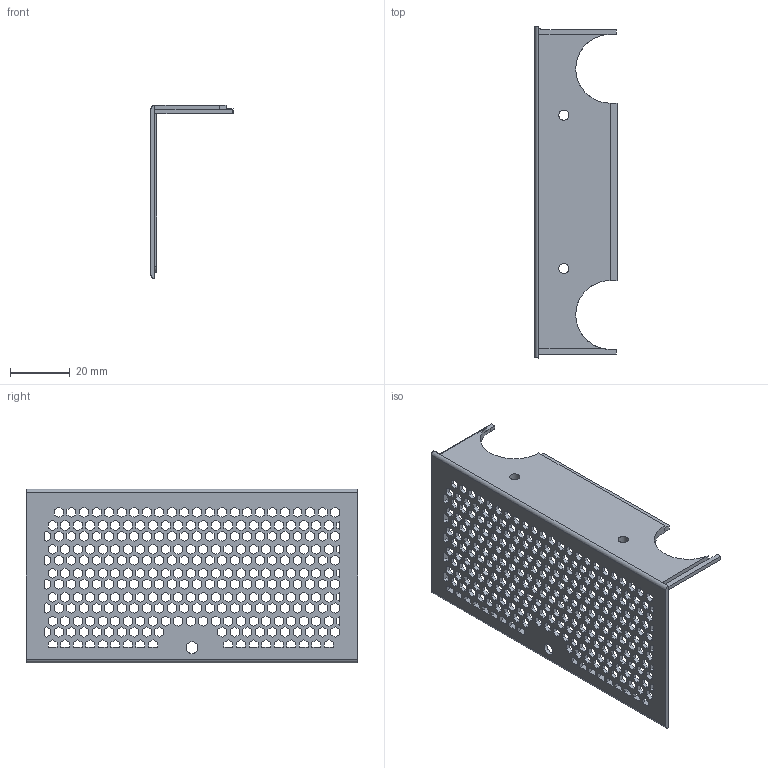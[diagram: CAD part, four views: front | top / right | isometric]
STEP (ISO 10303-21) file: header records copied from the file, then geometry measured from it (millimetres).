
FILE_DESCRIPTION(/* description */ (''),/* implementation_level */ '2;1');
FILE_NAME(/* name */ 'pMount-6-cover.stp',/* time_stamp */ '2021-01-17T18:38:00+01:00',/* author */ ('niels'),/* organization */ (''),/* preprocessor_version */ 'ST-DEVELOPER v18.1',/* originating_system */ 'Autodesk Inventor 2020',/* authorisation */ '');
FILE_SCHEMA (('AUTOMOTIVE_DESIGN { 1 0 10303 214 3 1 1 }'));
Length unit declared in the file: millimetre
Products named in the file (1): pMount-6-cover
Bounding box: 27.45 x 110.9 x 58 mm (x, y, z)
Volume: 12348.1 mm3; surface area: 17848.9 mm2
Topology: 1 solids, 1 shells, 1671 faces, 5086 edges, 3390 vertices
Faces by surface type: plane 1651, cylinder 18, bspline 2
Full cylindrical faces by diameter (mm): 3.4 x2, 4 x1
Entity records: 56998 total; most frequent: CARTESIAN_POINT 10254, ORIENTED_EDGE 10172, DIRECTION 8463, EDGE_CURVE 5086, LINE 5041, VECTOR 5041, VERTEX_POINT 3390, EDGE_LOOP 2204
